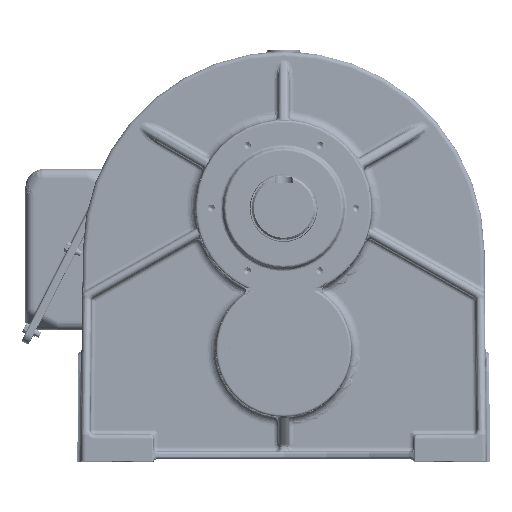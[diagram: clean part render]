
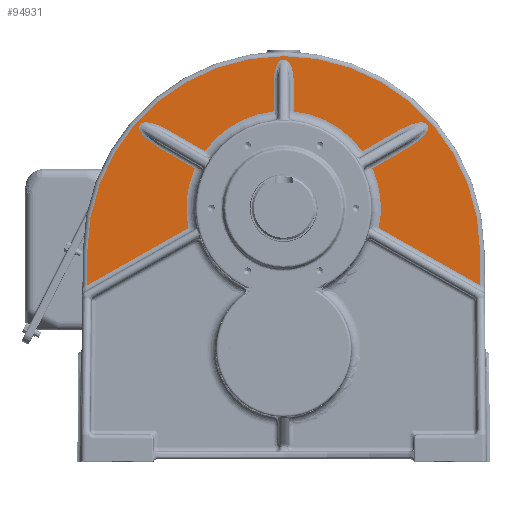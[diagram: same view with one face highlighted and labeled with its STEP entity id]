
A CAD part, top view. The second image highlights one B-rep face of the part: STEP entity #94931.
In plain terms, the highlighted planar face has unit normal (0, 0, 1).
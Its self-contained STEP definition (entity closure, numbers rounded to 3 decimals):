
#4296=CIRCLE('',#100982,107.5);
#4297=CIRCLE('',#100985,107.5);
#4298=CIRCLE('',#100988,107.5);
#4299=CIRCLE('',#100989,217.);
#4300=CIRCLE('',#100990,107.5);
#11522=LINE('',#140465,#18351);
#11523=LINE('',#140470,#18352);
#11524=LINE('',#140474,#18353);
#11525=LINE('',#140478,#18354);
#11526=LINE('',#140482,#18355);
#11527=LINE('',#140486,#18356);
#11528=LINE('',#140490,#18357);
#11529=LINE('',#140494,#18358);
#11530=LINE('',#140498,#18359);
#11531=LINE('',#140500,#18360);
#11532=LINE('',#140504,#18361);
#11533=LINE('',#140506,#18362);
#11534=LINE('',#140510,#18363);
#18351=VECTOR('',#111865,1000.);
#18352=VECTOR('',#111868,1000.);
#18353=VECTOR('',#111871,1000.);
#18354=VECTOR('',#111874,1000.);
#18355=VECTOR('',#111877,1000.);
#18356=VECTOR('',#111880,1000.);
#18357=VECTOR('',#111883,1000.);
#18358=VECTOR('',#111886,1000.);
#18359=VECTOR('',#111889,1000.);
#18360=VECTOR('',#111890,1000.);
#18361=VECTOR('',#111893,1000.);
#18362=VECTOR('',#111894,1000.);
#18363=VECTOR('',#111897,1000.);
#25366=ORIENTED_EDGE('',*,*,#54952,.T.);
#25367=ORIENTED_EDGE('',*,*,#54953,.T.);
#25368=ORIENTED_EDGE('',*,*,#54954,.T.);
#25369=ORIENTED_EDGE('',*,*,#54955,.T.);
#25370=ORIENTED_EDGE('',*,*,#54956,.T.);
#25371=ORIENTED_EDGE('',*,*,#54957,.T.);
#25372=ORIENTED_EDGE('',*,*,#54958,.T.);
#25373=ORIENTED_EDGE('',*,*,#54959,.T.);
#25374=ORIENTED_EDGE('',*,*,#54960,.T.);
#25375=ORIENTED_EDGE('',*,*,#54961,.T.);
#25376=ORIENTED_EDGE('',*,*,#54962,.T.);
#25377=ORIENTED_EDGE('',*,*,#54963,.T.);
#25378=ORIENTED_EDGE('',*,*,#54964,.T.);
#25379=ORIENTED_EDGE('',*,*,#54965,.T.);
#25380=ORIENTED_EDGE('',*,*,#54966,.T.);
#25381=ORIENTED_EDGE('',*,*,#54967,.T.);
#25382=ORIENTED_EDGE('',*,*,#54968,.T.);
#25383=ORIENTED_EDGE('',*,*,#54969,.T.);
#25384=ORIENTED_EDGE('',*,*,#54970,.T.);
#25385=ORIENTED_EDGE('',*,*,#54971,.T.);
#25386=ORIENTED_EDGE('',*,*,#54972,.T.);
#25387=ORIENTED_EDGE('',*,*,#54973,.T.);
#25388=ORIENTED_EDGE('',*,*,#54974,.T.);
#25389=ORIENTED_EDGE('',*,*,#54975,.T.);
#54952=EDGE_CURVE('',#69758,#69759,#11522,.F.);
#54953=EDGE_CURVE('',#69759,#69760,#78908,.T.);
#54954=EDGE_CURVE('',#69760,#69761,#11523,.F.);
#54955=EDGE_CURVE('',#69761,#69762,#4296,.T.);
#54956=EDGE_CURVE('',#69762,#69763,#11524,.F.);
#54957=EDGE_CURVE('',#69763,#69764,#78909,.T.);
#54958=EDGE_CURVE('',#69764,#69765,#11525,.F.);
#54959=EDGE_CURVE('',#69765,#69766,#78910,.T.);
#54960=EDGE_CURVE('',#69766,#69767,#11526,.T.);
#54961=EDGE_CURVE('',#69767,#69768,#4297,.T.);
#54962=EDGE_CURVE('',#69768,#69769,#11527,.F.);
#54963=EDGE_CURVE('',#69769,#69770,#78911,.T.);
#54964=EDGE_CURVE('',#69770,#69771,#11528,.F.);
#54965=EDGE_CURVE('',#69771,#69772,#78912,.T.);
#54966=EDGE_CURVE('',#69772,#69773,#11529,.T.);
#54967=EDGE_CURVE('',#69773,#69774,#4298,.T.);
#54968=EDGE_CURVE('',#69774,#69775,#11530,.F.);
#54969=EDGE_CURVE('',#69775,#69776,#11531,.F.);
#54970=EDGE_CURVE('',#69776,#69777,#4299,.F.);
#54971=EDGE_CURVE('',#69777,#69778,#11532,.F.);
#54972=EDGE_CURVE('',#69778,#69779,#11533,.T.);
#54973=EDGE_CURVE('',#69779,#69780,#4300,.T.);
#54974=EDGE_CURVE('',#69780,#69781,#11534,.T.);
#54975=EDGE_CURVE('',#69781,#69758,#78913,.T.);
#69758=VERTEX_POINT('',#140466);
#69759=VERTEX_POINT('',#140467);
#69760=VERTEX_POINT('',#140469);
#69761=VERTEX_POINT('',#140471);
#69762=VERTEX_POINT('',#140473);
#69763=VERTEX_POINT('',#140475);
#69764=VERTEX_POINT('',#140477);
#69765=VERTEX_POINT('',#140479);
#69766=VERTEX_POINT('',#140481);
#69767=VERTEX_POINT('',#140483);
#69768=VERTEX_POINT('',#140485);
#69769=VERTEX_POINT('',#140487);
#69770=VERTEX_POINT('',#140489);
#69771=VERTEX_POINT('',#140491);
#69772=VERTEX_POINT('',#140493);
#69773=VERTEX_POINT('',#140495);
#69774=VERTEX_POINT('',#140497);
#69775=VERTEX_POINT('',#140499);
#69776=VERTEX_POINT('',#140501);
#69777=VERTEX_POINT('',#140503);
#69778=VERTEX_POINT('',#140505);
#69779=VERTEX_POINT('',#140507);
#69780=VERTEX_POINT('',#140509);
#69781=VERTEX_POINT('',#140511);
#78908=ELLIPSE('',#100981,30.046,10.);
#78909=ELLIPSE('',#100983,24.014,10.);
#78910=ELLIPSE('',#100984,24.014,10.);
#78911=ELLIPSE('',#100986,30.046,10.);
#78912=ELLIPSE('',#100987,30.046,10.);
#78913=ELLIPSE('',#100991,30.046,10.);
#79801=EDGE_LOOP('',(#25366,#25367,#25368,#25369,#25370,#25371,#25372,#25373,
#25374,#25375,#25376,#25377,#25378,#25379,#25380,#25381,#25382,#25383,#25384,
#25385,#25386,#25387,#25388,#25389));
#86505=FACE_BOUND('',#79801,.T.);
#93146=PLANE('',#100980);
#94931=ADVANCED_FACE('',(#86505),#93146,.F.);
#100980=AXIS2_PLACEMENT_3D('',#140464,#111863,#111864);
#100981=AXIS2_PLACEMENT_3D('',#140468,#111866,#111867);
#100982=AXIS2_PLACEMENT_3D('',#140472,#111869,#111870);
#100983=AXIS2_PLACEMENT_3D('',#140476,#111872,#111873);
#100984=AXIS2_PLACEMENT_3D('',#140480,#111875,#111876);
#100985=AXIS2_PLACEMENT_3D('',#140484,#111878,#111879);
#100986=AXIS2_PLACEMENT_3D('',#140488,#111881,#111882);
#100987=AXIS2_PLACEMENT_3D('',#140492,#111884,#111885);
#100988=AXIS2_PLACEMENT_3D('',#140496,#111887,#111888);
#100989=AXIS2_PLACEMENT_3D('',#140502,#111891,#111892);
#100990=AXIS2_PLACEMENT_3D('',#140508,#111895,#111896);
#100991=AXIS2_PLACEMENT_3D('',#140512,#111898,#111899);
#111863=DIRECTION('',(0.,0.,-1.));
#111864=DIRECTION('',(-1.,0.,0.));
#111865=DIRECTION('',(-0.5,-0.866,0.));
#111866=DIRECTION('',(0.,0.,-1.));
#111867=DIRECTION('',(0.866,-0.5,0.));
#111868=DIRECTION('',(-0.866,0.5,0.));
#111869=DIRECTION('',(0.,0.,-1.));
#111870=DIRECTION('',(-1.,0.,0.));
#111871=DIRECTION('',(0.,-1.,0.));
#111872=DIRECTION('',(0.,0.,-1.));
#111873=DIRECTION('',(0.,1.,0.));
#111874=DIRECTION('',(-1.,0.,0.));
#111875=DIRECTION('',(0.,0.,-1.));
#111876=DIRECTION('',(0.,-1.,0.));
#111877=DIRECTION('',(0.,-1.,0.));
#111878=DIRECTION('',(0.,0.,-1.));
#111879=DIRECTION('',(-1.,0.,0.));
#111880=DIRECTION('',(-0.866,-0.5,0.));
#111881=DIRECTION('',(0.,0.,-1.));
#111882=DIRECTION('',(0.866,0.5,0.));
#111883=DIRECTION('',(-0.5,0.866,0.));
#111884=DIRECTION('',(0.,0.,-1.));
#111885=DIRECTION('',(-0.866,-0.5,0.));
#111886=DIRECTION('',(-0.866,-0.5,0.));
#111887=DIRECTION('',(0.,0.,-1.));
#111888=DIRECTION('',(-1.,0.,0.));
#111889=DIRECTION('',(-0.87,0.493,0.));
#111890=DIRECTION('',(0.009,-1.,0.));
#111891=DIRECTION('',(0.,0.,-1.));
#111892=DIRECTION('',(-1.,0.,0.));
#111893=DIRECTION('',(0.009,1.,0.));
#111894=DIRECTION('',(0.87,0.493,0.));
#111895=DIRECTION('',(0.,0.,-1.));
#111896=DIRECTION('',(-1.,0.,0.));
#111897=DIRECTION('',(-0.866,0.5,0.));
#111898=DIRECTION('',(0.,0.,-1.));
#111899=DIRECTION('',(-0.866,0.5,0.));
#140464=CARTESIAN_POINT('',(0.,231.,117.5));
#140465=CARTESIAN_POINT('',(-155.791,376.874,117.5));
#140466=CARTESIAN_POINT('',(-159.291,370.812,117.5));
#140467=CARTESIAN_POINT('',(-158.291,372.544,117.5));
#140468=CARTESIAN_POINT('',(-132.271,357.521,117.5));
#140469=CARTESIAN_POINT('',(-127.271,366.181,117.5));
#140470=CARTESIAN_POINT('',(-87.453,343.192,117.5));
#140471=CARTESIAN_POINT('',(-87.109,342.994,117.5));
#140472=CARTESIAN_POINT('',(0.,280.,117.5));
#140473=CARTESIAN_POINT('',(-11.,386.936,117.5));
#140474=CARTESIAN_POINT('',(-11.,443.,117.5));
#140475=CARTESIAN_POINT('',(-11.,420.076,117.5));
#140476=CARTESIAN_POINT('',(-1.,420.076,117.5));
#140477=CARTESIAN_POINT('',(-1.,444.091,117.5));
#140478=CARTESIAN_POINT('',(6.,444.091,117.5));
#140479=CARTESIAN_POINT('',(1.,444.091,117.5));
#140480=CARTESIAN_POINT('',(1.,420.076,117.5));
#140481=CARTESIAN_POINT('',(11.,420.076,117.5));
#140482=CARTESIAN_POINT('',(11.,231.,117.5));
#140483=CARTESIAN_POINT('',(11.,386.936,117.5));
#140484=CARTESIAN_POINT('',(0.,280.,117.5));
#140485=CARTESIAN_POINT('',(87.109,342.994,117.5));
#140486=CARTESIAN_POINT('',(152.55,380.776,117.5));
#140487=CARTESIAN_POINT('',(127.271,366.181,117.5));
#140488=CARTESIAN_POINT('',(132.271,357.521,117.5));
#140489=CARTESIAN_POINT('',(158.291,372.544,117.5));
#140490=CARTESIAN_POINT('',(161.791,366.482,117.5));
#140491=CARTESIAN_POINT('',(159.291,370.812,117.5));
#140492=CARTESIAN_POINT('',(133.271,355.789,117.5));
#140493=CARTESIAN_POINT('',(138.271,347.129,117.5));
#140494=CARTESIAN_POINT('',(-15.718,258.224,117.5));
#140495=CARTESIAN_POINT('',(98.109,323.942,117.5));
#140496=CARTESIAN_POINT('',(0.,280.,117.5));
#140497=CARTESIAN_POINT('',(105.235,258.048,117.5));
#140498=CARTESIAN_POINT('',(224.859,190.352,117.5));
#140499=CARTESIAN_POINT('',(217.322,194.617,117.5));
#140500=CARTESIAN_POINT('',(216.992,232.871,117.5));
#140501=CARTESIAN_POINT('',(216.992,232.871,117.5));
#140502=CARTESIAN_POINT('',(0.,231.,117.5));
#140503=CARTESIAN_POINT('',(-216.992,232.871,117.5));
#140504=CARTESIAN_POINT('',(-217.396,185.957,117.5));
#140505=CARTESIAN_POINT('',(-217.322,194.617,117.5));
#140506=CARTESIAN_POINT('',(-37.121,296.595,117.5));
#140507=CARTESIAN_POINT('',(-105.235,258.048,117.5));
#140508=CARTESIAN_POINT('',(0.,280.,117.5));
#140509=CARTESIAN_POINT('',(-98.109,323.942,117.5));
#140510=CARTESIAN_POINT('',(15.718,258.224,117.5));
#140511=CARTESIAN_POINT('',(-138.271,347.129,117.5));
#140512=CARTESIAN_POINT('',(-133.271,355.789,117.5));
